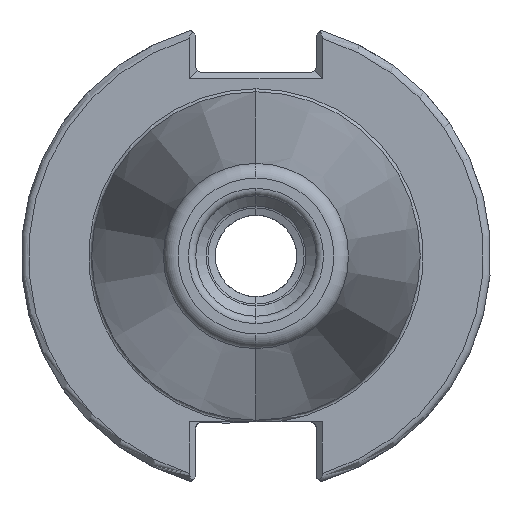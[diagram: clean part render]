
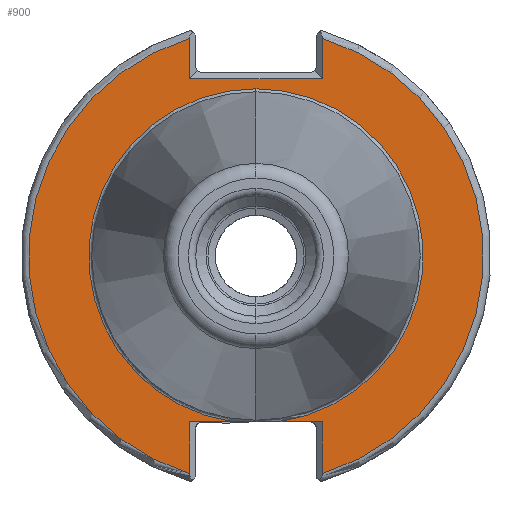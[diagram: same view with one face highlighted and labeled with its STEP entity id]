
A CAD part, left-side view. The second image highlights one B-rep face of the part: STEP entity #900.
In plain terms, the highlighted planar face has unit normal (-1, 0, 0).
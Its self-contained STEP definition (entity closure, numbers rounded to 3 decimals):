
#42 = LINE ( 'NONE', #2330, #2064 ) ;
#98 = ORIENTED_EDGE ( 'NONE', *, *, #4044, .F. ) ;
#175 = VECTOR ( 'NONE', #1779, 1000. ) ;
#210 = CARTESIAN_POINT ( 'NONE',  ( -76.82, -8.19, -22.41 ) ) ;
#295 = EDGE_CURVE ( 'NONE', #2141, #1538, #565, .T. ) ;
#299 = EDGE_CURVE ( 'NONE', #2132, #4529, #4588, .T. ) ;
#322 = CARTESIAN_POINT ( 'NONE',  ( -76.82, 0., 0. ) ) ;
#359 = ORIENTED_EDGE ( 'NONE', *, *, #893, .T. ) ;
#364 = CARTESIAN_POINT ( 'NONE',  ( -76.82, 8.99, -29.433 ) ) ;
#464 = LINE ( 'NONE', #4357, #4625 ) ;
#565 = LINE ( 'NONE', #210, #3519 ) ;
#572 = CARTESIAN_POINT ( 'NONE',  ( -76.82, -8.99, 24.8 ) ) ;
#731 = DIRECTION ( 'NONE',  ( 1., 0., 0. ) ) ;
#794 = AXIS2_PLACEMENT_3D ( 'NONE', #4247, #1848, #4660 ) ;
#798 = CIRCLE ( 'NONE', #4150, 30.775 ) ;
#893 = EDGE_CURVE ( 'NONE', #1538, #1265, #42, .T. ) ;
#900 = ADVANCED_FACE ( 'NONE', ( #4328 ), #1120, .F. ) ;
#985 = CARTESIAN_POINT ( 'NONE',  ( -76.82, 0., 22.625 ) ) ;
#1025 = DIRECTION ( 'NONE',  ( -1., 0., 0. ) ) ;
#1120 = PLANE ( 'NONE',  #4182 ) ;
#1208 = EDGE_CURVE ( 'NONE', #1265, #2396, #798, .T. ) ;
#1251 = DIRECTION ( 'NONE',  ( 0., 0., 1. ) ) ;
#1254 = LINE ( 'NONE', #572, #175 ) ;
#1265 = VERTEX_POINT ( 'NONE', #4156 ) ;
#1276 = DIRECTION ( 'NONE',  ( 0., 1., 0. ) ) ;
#1291 = VECTOR ( 'NONE', #1251, 1000. ) ;
#1445 = EDGE_CURVE ( 'NONE', #2396, #3142, #1254, .T. ) ;
#1538 = VERTEX_POINT ( 'NONE', #4237 ) ;
#1594 = VERTEX_POINT ( 'NONE', #3082 ) ;
#1596 = VECTOR ( 'NONE', #3102, 1000. ) ;
#1623 = CARTESIAN_POINT ( 'NONE',  ( -76.82, -8.99, 24. ) ) ;
#1745 = DIRECTION ( 'NONE',  ( -1., 0., 0. ) ) ;
#1779 = DIRECTION ( 'NONE',  ( 0., 0., -1. ) ) ;
#1828 = CARTESIAN_POINT ( 'NONE',  ( -76.82, 0., 0. ) ) ;
#1848 = DIRECTION ( 'NONE',  ( -1., 0., 0. ) ) ;
#1868 = LINE ( 'NONE', #4865, #3053 ) ;
#1916 = EDGE_CURVE ( 'NONE', #3142, #4415, #1868, .T. ) ;
#1948 = DIRECTION ( 'NONE',  ( 0., 0., 1. ) ) ;
#1958 = EDGE_LOOP ( 'NONE', ( #2114, #4510, #4639, #5122, #3065, #98, #4387, #359, #3176, #5195, #4144 ) ) ;
#2004 = CARTESIAN_POINT ( 'NONE',  ( -76.82, -8.99, 29.433 ) ) ;
#2064 = VECTOR ( 'NONE', #2730, 1000. ) ;
#2114 = ORIENTED_EDGE ( 'NONE', *, *, #4113, .T. ) ;
#2132 = VERTEX_POINT ( 'NONE', #985 ) ;
#2141 = VERTEX_POINT ( 'NONE', #2597 ) ;
#2186 = AXIS2_PLACEMENT_3D ( 'NONE', #3428, #1025, #3821 ) ;
#2217 = DIRECTION ( 'NONE',  ( 0., -1., 0. ) ) ;
#2237 = DIRECTION ( 'NONE',  ( 0., 0., 1. ) ) ;
#2330 = CARTESIAN_POINT ( 'NONE',  ( -76.82, -8.99, 0. ) ) ;
#2396 = VERTEX_POINT ( 'NONE', #2004 ) ;
#2467 = LINE ( 'NONE', #4051, #1291 ) ;
#2597 = CARTESIAN_POINT ( 'NONE',  ( -76.82, -3.112, -22.41 ) ) ;
#2662 = LINE ( 'NONE', #3899, #1596 ) ;
#2687 = EDGE_CURVE ( 'NONE', #1594, #4141, #4630, .T. ) ;
#2730 = DIRECTION ( 'NONE',  ( 0., 0., -1. ) ) ;
#3053 = VECTOR ( 'NONE', #1276, 1000. ) ;
#3065 = ORIENTED_EDGE ( 'NONE', *, *, #299, .F. ) ;
#3082 = CARTESIAN_POINT ( 'NONE',  ( -76.82, 8.99, 29.433 ) ) ;
#3102 = DIRECTION ( 'NONE',  ( 0., -1., 0. ) ) ;
#3142 = VERTEX_POINT ( 'NONE', #1623 ) ;
#3176 = ORIENTED_EDGE ( 'NONE', *, *, #1208, .T. ) ;
#3428 = CARTESIAN_POINT ( 'NONE',  ( -76.82, 0., 0. ) ) ;
#3519 = VECTOR ( 'NONE', #2217, 1000. ) ;
#3540 = DIRECTION ( 'NONE',  ( 0., 0., -1. ) ) ;
#3821 = DIRECTION ( 'NONE',  ( 0., 0., 1. ) ) ;
#3899 = CARTESIAN_POINT ( 'NONE',  ( -76.82, -8.19, -22.41 ) ) ;
#4033 = CIRCLE ( 'NONE', #2186, 22.625 ) ;
#4044 = EDGE_CURVE ( 'NONE', #2141, #2132, #4033, .T. ) ;
#4051 = CARTESIAN_POINT ( 'NONE',  ( -76.82, 8.99, 0. ) ) ;
#4113 = EDGE_CURVE ( 'NONE', #4415, #1594, #464, .T. ) ;
#4127 = CARTESIAN_POINT ( 'NONE',  ( -76.82, 8.99, -22.41 ) ) ;
#4136 = CARTESIAN_POINT ( 'NONE',  ( -76.82, 0., 0. ) ) ;
#4141 = VERTEX_POINT ( 'NONE', #364 ) ;
#4144 = ORIENTED_EDGE ( 'NONE', *, *, #1916, .T. ) ;
#4150 = AXIS2_PLACEMENT_3D ( 'NONE', #4136, #1745, #4558 ) ;
#4156 = CARTESIAN_POINT ( 'NONE',  ( -76.82, -8.99, -29.433 ) ) ;
#4182 = AXIS2_PLACEMENT_3D ( 'NONE', #322, #731, #3540 ) ;
#4237 = CARTESIAN_POINT ( 'NONE',  ( -76.82, -8.99, -22.41 ) ) ;
#4247 = CARTESIAN_POINT ( 'NONE',  ( -76.82, 0., 0. ) ) ;
#4282 = VERTEX_POINT ( 'NONE', #4127 ) ;
#4328 = FACE_OUTER_BOUND ( 'NONE', #1958, .T. ) ;
#4357 = CARTESIAN_POINT ( 'NONE',  ( -76.82, 8.99, 30.701 ) ) ;
#4387 = ORIENTED_EDGE ( 'NONE', *, *, #295, .T. ) ;
#4415 = VERTEX_POINT ( 'NONE', #4699 ) ;
#4510 = ORIENTED_EDGE ( 'NONE', *, *, #2687, .T. ) ;
#4529 = VERTEX_POINT ( 'NONE', #4806 ) ;
#4558 = DIRECTION ( 'NONE',  ( 0., 0., -1. ) ) ;
#4588 = CIRCLE ( 'NONE', #4765, 22.625 ) ;
#4616 = EDGE_CURVE ( 'NONE', #4141, #4282, #2467, .T. ) ;
#4625 = VECTOR ( 'NONE', #1948, 1000. ) ;
#4630 = CIRCLE ( 'NONE', #794, 30.775 ) ;
#4639 = ORIENTED_EDGE ( 'NONE', *, *, #4616, .T. ) ;
#4647 = DIRECTION ( 'NONE',  ( -1., 0., 0. ) ) ;
#4660 = DIRECTION ( 'NONE',  ( 0., 0., -1. ) ) ;
#4699 = CARTESIAN_POINT ( 'NONE',  ( -76.82, 8.99, 24. ) ) ;
#4765 = AXIS2_PLACEMENT_3D ( 'NONE', #1828, #4647, #2237 ) ;
#4806 = CARTESIAN_POINT ( 'NONE',  ( -76.82, 3.112, -22.41 ) ) ;
#4865 = CARTESIAN_POINT ( 'NONE',  ( -76.82, 0., 24. ) ) ;
#4924 = EDGE_CURVE ( 'NONE', #4282, #4529, #2662, .T. ) ;
#5122 = ORIENTED_EDGE ( 'NONE', *, *, #4924, .T. ) ;
#5195 = ORIENTED_EDGE ( 'NONE', *, *, #1445, .T. ) ;
